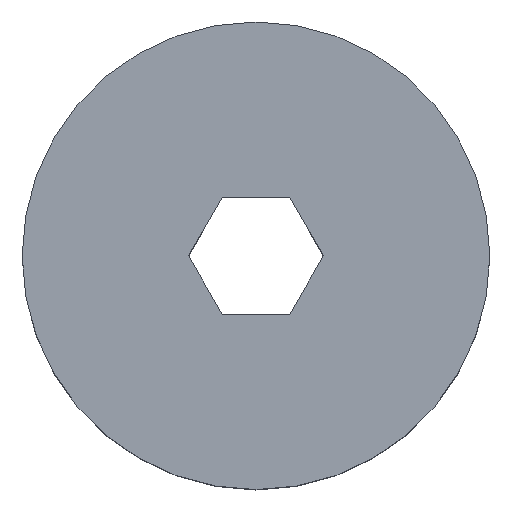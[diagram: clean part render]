
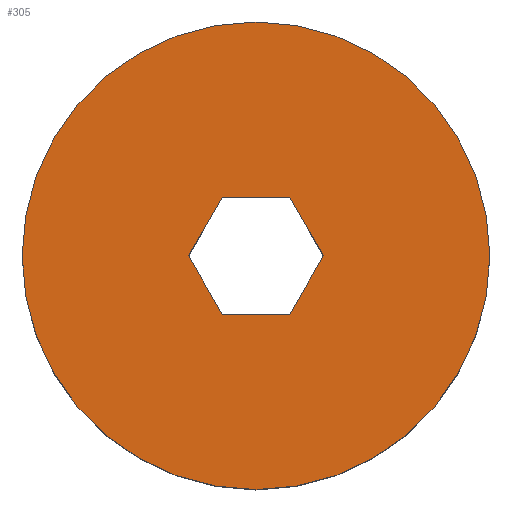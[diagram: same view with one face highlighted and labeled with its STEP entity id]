
A CAD part, top view. The second image highlights one B-rep face of the part: STEP entity #305.
In plain terms, the highlighted planar face has unit normal (0, 0, 1).
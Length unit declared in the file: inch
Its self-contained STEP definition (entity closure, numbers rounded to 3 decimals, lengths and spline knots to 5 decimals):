
#1 = DIRECTION ( 'NONE',  ( 1., 0., 0. ) ) ;
#3 = EDGE_CURVE ( 'NONE', #228, #309, #196, .T. ) ;
#5 = CARTESIAN_POINT ( 'NONE',  ( 0.05683, -0.09843, 0.375 ) ) ;
#8 = CARTESIAN_POINT ( 'NONE',  ( -0.11365, 0., 0.375 ) ) ;
#14 = CARTESIAN_POINT ( 'NONE',  ( 0.05683, 0.09843, 0.375 ) ) ;
#16 = CARTESIAN_POINT ( 'NONE',  ( 0.05683, 0.09843, 0.375 ) ) ;
#24 = VECTOR ( 'NONE', #193, 39.37008 ) ;
#27 = LINE ( 'NONE', #16, #249 ) ;
#29 = CARTESIAN_POINT ( 'NONE',  ( 0.11365, 0., 0.375 ) ) ;
#31 = CARTESIAN_POINT ( 'NONE',  ( -0.05683, 0.09843, 0.375 ) ) ;
#32 = VECTOR ( 'NONE', #47, 39.37008 ) ;
#34 = DIRECTION ( 'NONE',  ( -1., 0., 0. ) ) ;
#37 = CARTESIAN_POINT ( 'NONE',  ( 0.11365, 0., 0.375 ) ) ;
#38 = DIRECTION ( 'NONE',  ( -0.5, 0.866, 0. ) ) ;
#40 = CARTESIAN_POINT ( 'NONE',  ( -0.05683, 0.09843, 0.375 ) ) ;
#42 = LINE ( 'NONE', #40, #32 ) ;
#46 = DIRECTION ( 'NONE',  ( 0., 0., 1. ) ) ;
#47 = DIRECTION ( 'NONE',  ( -0.5, -0.866, 0. ) ) ;
#48 = LINE ( 'NONE', #37, #301 ) ;
#55 = VECTOR ( 'NONE', #136, 39.37008 ) ;
#76 = DIRECTION ( 'NONE',  ( 0.5, 0.866, 0. ) ) ;
#77 = CARTESIAN_POINT ( 'NONE',  ( 0.05683, -0.09843, 0.375 ) ) ;
#80 = LINE ( 'NONE', #77, #212 ) ;
#85 = EDGE_CURVE ( 'NONE', #240, #221, #80, .T. ) ;
#136 = DIRECTION ( 'NONE',  ( 1., 0., 0. ) ) ;
#138 = CARTESIAN_POINT ( 'NONE',  ( -0.05683, -0.09843, 0.375 ) ) ;
#139 = LINE ( 'NONE', #138, #55 ) ;
#149 = CARTESIAN_POINT ( 'NONE',  ( 0.3937, 0., 0.375 ) ) ;
#151 = VERTEX_POINT ( 'NONE', #149 ) ;
#161 = CARTESIAN_POINT ( 'NONE',  ( -0.05683, -0.09843, 0.375 ) ) ;
#166 = DIRECTION ( 'NONE',  ( 1., 0., 0. ) ) ;
#168 = DIRECTION ( 'NONE',  ( 0., 0., 1. ) ) ;
#169 = CARTESIAN_POINT ( 'NONE',  ( 0., 0., 0.375 ) ) ;
#170 = PLANE ( 'NONE',  #295 ) ;
#171 = FACE_BOUND ( 'NONE', #233, .T. ) ;
#177 = EDGE_CURVE ( 'NONE', #219, #228, #42, .T. ) ;
#179 = FACE_OUTER_BOUND ( 'NONE', #226, .T. ) ;
#193 = DIRECTION ( 'NONE',  ( 0.5, -0.866, 0. ) ) ;
#194 = EDGE_CURVE ( 'NONE', #221, #231, #48, .T. ) ;
#195 = CARTESIAN_POINT ( 'NONE',  ( -0.11365, 0., 0.375 ) ) ;
#196 = LINE ( 'NONE', #195, #24 ) ;
#212 = VECTOR ( 'NONE', #76, 39.37008 ) ;
#214 = ORIENTED_EDGE ( 'NONE', *, *, #267, .F. ) ;
#216 = ORIENTED_EDGE ( 'NONE', *, *, #239, .T. ) ;
#219 = VERTEX_POINT ( 'NONE', #31 ) ;
#221 = VERTEX_POINT ( 'NONE', #29 ) ;
#222 = EDGE_CURVE ( 'NONE', #231, #219, #27, .T. ) ;
#226 = EDGE_LOOP ( 'NONE', ( #216 ) ) ;
#228 = VERTEX_POINT ( 'NONE', #8 ) ;
#231 = VERTEX_POINT ( 'NONE', #14 ) ;
#233 = EDGE_LOOP ( 'NONE', ( #252, #280, #214, #298, #285, #238 ) ) ;
#238 = ORIENTED_EDGE ( 'NONE', *, *, #222, .F. ) ;
#239 = EDGE_CURVE ( 'NONE', #151, #151, #299, .T. ) ;
#240 = VERTEX_POINT ( 'NONE', #5 ) ;
#249 = VECTOR ( 'NONE', #34, 39.37008 ) ;
#252 = ORIENTED_EDGE ( 'NONE', *, *, #194, .F. ) ;
#266 = CARTESIAN_POINT ( 'NONE',  ( 0., 0., 0.375 ) ) ;
#267 = EDGE_CURVE ( 'NONE', #309, #240, #139, .T. ) ;
#271 = AXIS2_PLACEMENT_3D ( 'NONE', #266, #46, #1 ) ;
#280 = ORIENTED_EDGE ( 'NONE', *, *, #85, .F. ) ;
#285 = ORIENTED_EDGE ( 'NONE', *, *, #177, .F. ) ;
#295 = AXIS2_PLACEMENT_3D ( 'NONE', #169, #168, #166 ) ;
#298 = ORIENTED_EDGE ( 'NONE', *, *, #3, .F. ) ;
#299 = CIRCLE ( 'NONE', #271, 0.3937 ) ;
#301 = VECTOR ( 'NONE', #38, 39.37008 ) ;
#305 = ADVANCED_FACE ( 'NONE', ( #179, #171 ), #170, .T. ) ;
#309 = VERTEX_POINT ( 'NONE', #161 ) ;
